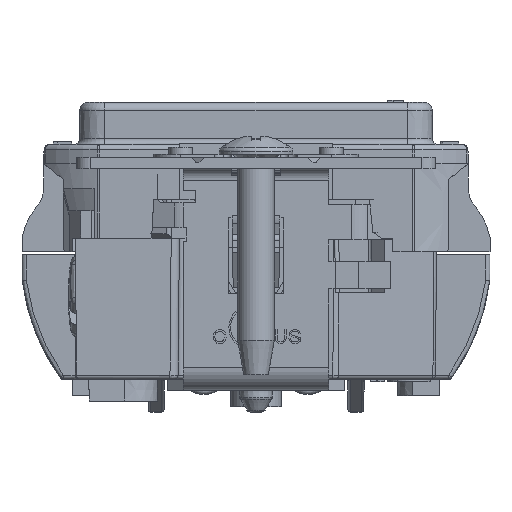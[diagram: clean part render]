
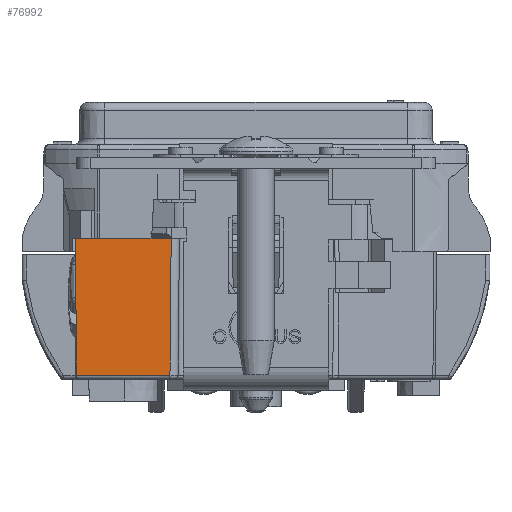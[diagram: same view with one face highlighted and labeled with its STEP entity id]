
A CAD part, front view. The second image highlights one B-rep face of the part: STEP entity #76992.
In plain terms, the highlighted planar face has unit normal (0, -1, -0.009).
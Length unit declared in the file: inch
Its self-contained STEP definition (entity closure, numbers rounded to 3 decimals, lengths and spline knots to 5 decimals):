
#7281 = DIRECTION ( 'NONE',  ( 1., 0., 0. ) ) ;
#8523 = CARTESIAN_POINT ( 'NONE',  ( -0.72032, -1.65015, 0.56811 ) ) ;
#9867 = DIRECTION ( 'NONE',  ( 0., 0.009, -1. ) ) ;
#18230 = DIRECTION ( 'NONE',  ( -0.009, -0.009, 1. ) ) ;
#33453 = FACE_OUTER_BOUND ( 'NONE', #38426, .T. ) ;
#38426 = EDGE_LOOP ( 'NONE', ( #104357, #244000, #64327, #71975 ) ) ;
#39980 = DIRECTION ( 'NONE',  ( 0.009, -0.009, 1. ) ) ;
#45829 = EDGE_CURVE ( 'NONE', #176788, #189573, #202672, .T. ) ;
#57856 = AXIS2_PLACEMENT_3D ( 'NONE', #216536, #212090, #9867 ) ;
#64327 = ORIENTED_EDGE ( 'NONE', *, *, #87767, .T. ) ;
#71975 = ORIENTED_EDGE ( 'NONE', *, *, #197621, .F. ) ;
#76992 = ADVANCED_FACE ( 'NONE', ( #33453 ), #189926, .T. ) ;
#86393 = VERTEX_POINT ( 'NONE', #100322 ) ;
#87767 = EDGE_CURVE ( 'NONE', #86393, #242767, #220220, .T. ) ;
#100322 = CARTESIAN_POINT ( 'NONE',  ( -0.37469, -1.64579, 0.06798 ) ) ;
#104357 = ORIENTED_EDGE ( 'NONE', *, *, #45829, .F. ) ;
#104800 = CARTESIAN_POINT ( 'NONE',  ( -0.72032, -1.65015, 0.56811 ) ) ;
#129245 = CARTESIAN_POINT ( 'NONE',  ( -0.37482, -1.64579, 0.06798 ) ) ;
#152635 = CARTESIAN_POINT ( 'NONE',  ( -0.37032, -1.65015, 0.56811 ) ) ;
#172193 = VECTOR ( 'NONE', #18230, 39.37008 ) ;
#176788 = VERTEX_POINT ( 'NONE', #247466 ) ;
#186892 = VECTOR ( 'NONE', #199301, 39.37008 ) ;
#189573 = VERTEX_POINT ( 'NONE', #8523 ) ;
#189926 = PLANE ( 'NONE',  #57856 ) ;
#192283 = VECTOR ( 'NONE', #7281, 39.37008 ) ;
#197621 = EDGE_CURVE ( 'NONE', #189573, #242767, #242117, .T. ) ;
#199301 = DIRECTION ( 'NONE',  ( 1., 0., 0. ) ) ;
#202672 = LINE ( 'NONE', #267623, #172193 ) ;
#212090 = DIRECTION ( 'NONE',  ( 0., -1., -0.009 ) ) ;
#212556 = VECTOR ( 'NONE', #39980, 39.37008 ) ;
#216536 = CARTESIAN_POINT ( 'NONE',  ( -0.72032, -1.65015, 0.56811 ) ) ;
#220220 = LINE ( 'NONE', #242309, #212556 ) ;
#235774 = EDGE_CURVE ( 'NONE', #176788, #86393, #256622, .T. ) ;
#242117 = LINE ( 'NONE', #104800, #186892 ) ;
#242309 = CARTESIAN_POINT ( 'NONE',  ( -0.37035, -1.65013, 0.56505 ) ) ;
#242767 = VERTEX_POINT ( 'NONE', #152635 ) ;
#244000 = ORIENTED_EDGE ( 'NONE', *, *, #235774, .T. ) ;
#247466 = CARTESIAN_POINT ( 'NONE',  ( -0.71596, -1.64579, 0.06798 ) ) ;
#256622 = LINE ( 'NONE', #129245, #192283 ) ;
#267623 = CARTESIAN_POINT ( 'NONE',  ( -0.72032, -1.65015, 0.56811 ) ) ;
